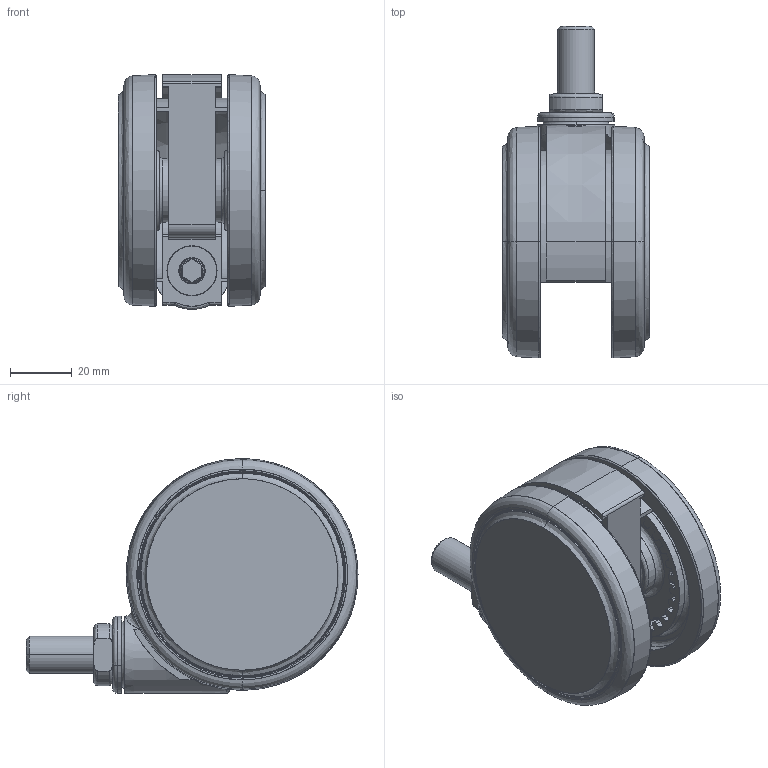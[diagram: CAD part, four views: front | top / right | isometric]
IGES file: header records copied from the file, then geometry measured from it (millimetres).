
Start section: SolidWorks IGES file using analytic representation for surfaces
Global section: file name: TCA-FZW75N12.IGS; native system: SolidWorks 2015; preprocessor: SolidWorks 2015; author: Yoshitsune; date: 160819.132848; units: millimetre
Bounding box: 47.7 x 107.5 x 76 mm (x, y, z)
Surface area: 69095 mm2 (no closed solid volume)
Topology: 0 solids, 0 shells, 1801 faces, 16786 edges, 16720 vertices
Faces by surface type: bspline 1001, revolution 800
